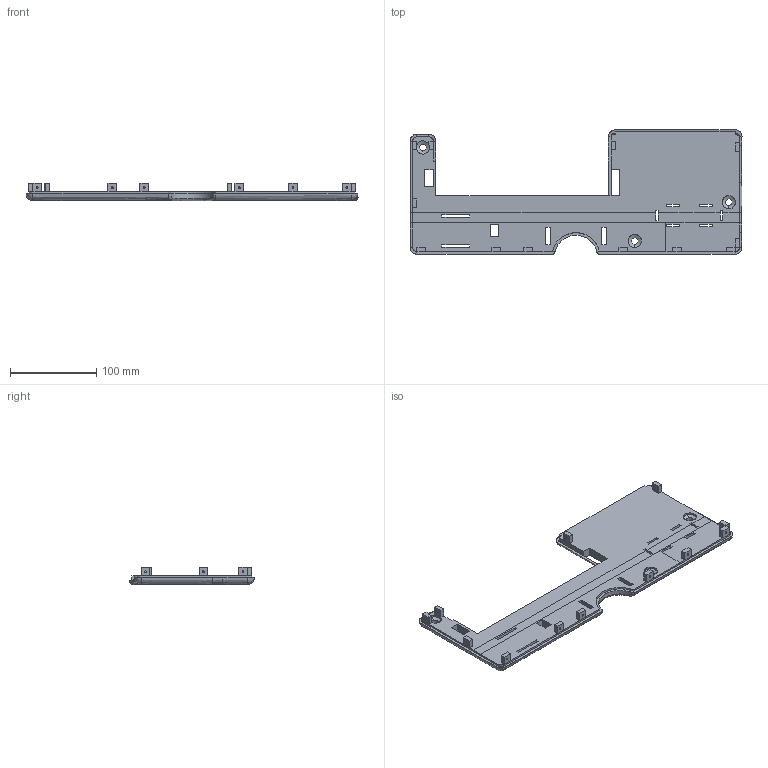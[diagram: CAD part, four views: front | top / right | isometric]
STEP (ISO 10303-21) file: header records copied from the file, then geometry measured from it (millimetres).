
FILE_DESCRIPTION(('CATIA V6 STEP','CAx-IF Rec.Pracs.--- Model Styling and Organization---1.2---2011-12-15'),'2;1');
FILE_NAME('Socle.stp','2020-08-02T16:08:46+00:00',('NewPDM'),('Renault'),'CATIA Unofficial Packaging Version','DASSAULT SYSTEMES CATIA V6 STEP AP214','none');
FILE_SCHEMA(('AUTOMOTIVE_DESIGN { 1 0 10303 214 1 1 1 1 }'));
Length unit declared in the file: millimetre
Products named in the file (1): OCIM07AJPP
Bounding box: 384.74 x 144.26 x 20.01 mm (x, y, z)
Surface area: 94937.9 mm2 (no closed solid volume)
Topology: 0 solids, 1 shells, 254 faces, 719 edges, 455 vertices
Faces by surface type: plane 157, bspline 50, cylinder 31, extrusion 16
Entity records: 13636 total; most frequent: CARTESIAN_POINT 7546, ORIENTED_EDGE 1438, DIRECTION 898, EDGE_CURVE 719, VECTOR 494, LINE 478, VERTEX_POINT 455, EDGE_LOOP 299
